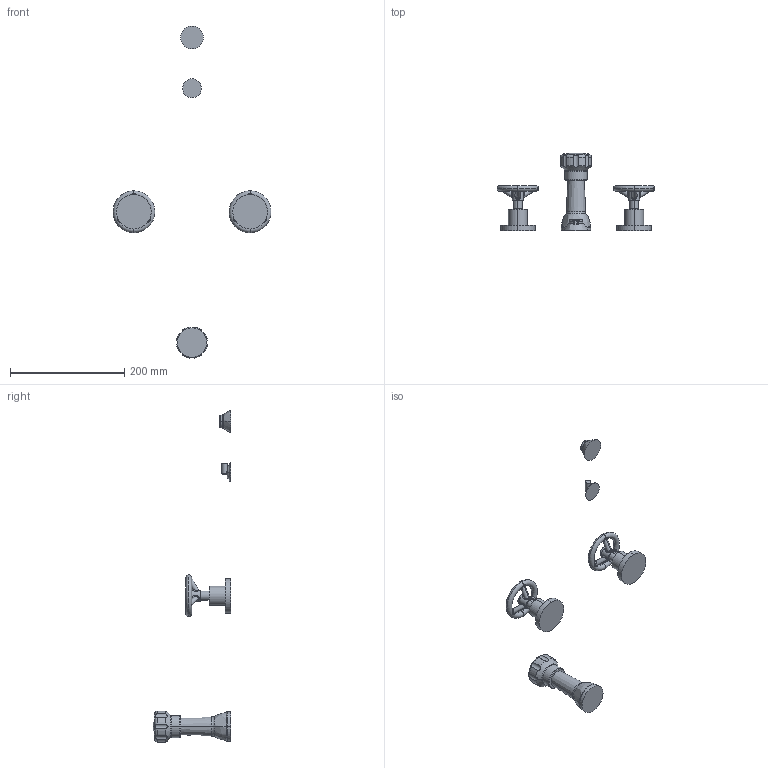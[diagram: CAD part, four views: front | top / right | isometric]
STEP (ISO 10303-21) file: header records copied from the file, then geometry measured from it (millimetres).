
FILE_DESCRIPTION((''),'2;1');
FILE_NAME('2929','2021-02-01T11:09:23',('jinson.thomas'),(''),'CREO PARAMETRIC BY PTC INC, 2018400','CREO PARAMETRIC BY PTC INC, 2018400','');
FILE_SCHEMA(('CONFIG_CONTROL_DESIGN'));
Length unit declared in the file: inch
Products named in the file (1): 2929
Bounding box: 276.23 x 135.97 x 580.53 mm (x, y, z)
Volume: 358934 mm3; surface area: 71626.2 mm2
Topology: 5 solids, 5 shells, 214 faces, 517 edges, 318 vertices
Faces by surface type: cylinder 74, plane 50, bspline 42, torus 30, cone 14, sphere 4
Entity records: 12450 total; most frequent: CARTESIAN_POINT 7552, ORIENTED_EDGE 1026, DIRECTION 1025, EDGE_CURVE 513, AXIS2_PLACEMENT_3D 434, VERTEX_POINT 318, CIRCLE 262, EDGE_LOOP 235
